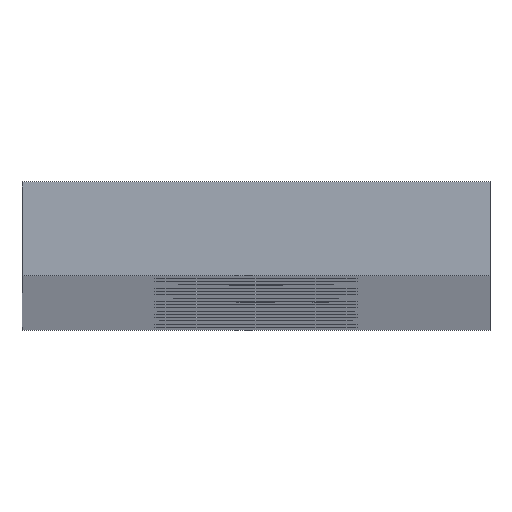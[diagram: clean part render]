
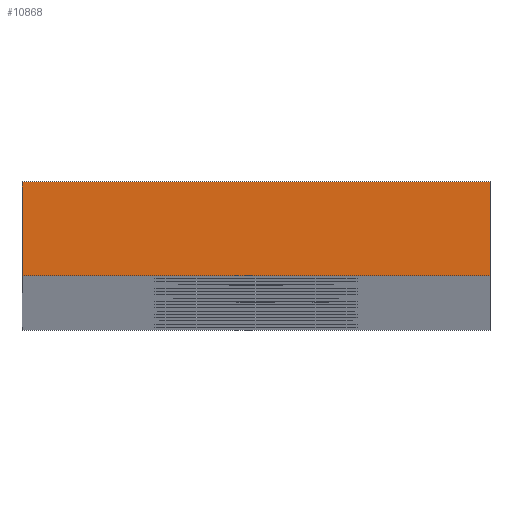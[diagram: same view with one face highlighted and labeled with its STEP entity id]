
A CAD part, top view. The second image highlights one B-rep face of the part: STEP entity #10868.
In plain terms, the highlighted planar face has unit normal (0, 0, 1).
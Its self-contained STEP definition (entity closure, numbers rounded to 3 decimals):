
#851 = CARTESIAN_POINT ( 'NONE',  ( -15., 3., 1000. ) ) ;
#944 = CARTESIAN_POINT ( 'NONE',  ( -15., -3., 1000. ) ) ;
#1057 = CARTESIAN_POINT ( 'NONE',  ( 15., 3., 1000. ) ) ;
#1060 = ORIENTED_EDGE ( 'NONE', *, *, #10206, .F. ) ;
#1092 = VECTOR ( 'NONE', #2362, 1000. ) ;
#1987 = CARTESIAN_POINT ( 'NONE',  ( 15., -3., 1000. ) ) ;
#2303 = ORIENTED_EDGE ( 'NONE', *, *, #3667, .T. ) ;
#2362 = DIRECTION ( 'NONE',  ( 1., 0., 0. ) ) ;
#2364 = CARTESIAN_POINT ( 'NONE',  ( -15., 3., 1000. ) ) ;
#2695 = VERTEX_POINT ( 'NONE', #1057 ) ;
#3192 = DIRECTION ( 'NONE',  ( -1., 0., 0. ) ) ;
#3561 = DIRECTION ( 'NONE',  ( 0., -1., 0. ) ) ;
#3667 = EDGE_CURVE ( 'NONE', #9683, #9011, #9568, .T. ) ;
#3941 = CARTESIAN_POINT ( 'NONE',  ( -15., 3., 1000. ) ) ;
#4013 = VECTOR ( 'NONE', #3561, 1000. ) ;
#4198 = ORIENTED_EDGE ( 'NONE', *, *, #4912, .F. ) ;
#4265 = FACE_OUTER_BOUND ( 'NONE', #7460, .T. ) ;
#4875 = DIRECTION ( 'NONE',  ( 0., -1., 0. ) ) ;
#4912 = EDGE_CURVE ( 'NONE', #9683, #2695, #10209, .T. ) ;
#4914 = CARTESIAN_POINT ( 'NONE',  ( -15., -3., 1000. ) ) ;
#5239 = VECTOR ( 'NONE', #7606, 1000. ) ;
#5343 = AXIS2_PLACEMENT_3D ( 'NONE', #2364, #7275, #3192 ) ;
#5415 = LINE ( 'NONE', #8581, #4013 ) ;
#5949 = CARTESIAN_POINT ( 'NONE',  ( -15., 3., 1000. ) ) ;
#6198 = ORIENTED_EDGE ( 'NONE', *, *, #8506, .T. ) ;
#7099 = VECTOR ( 'NONE', #4875, 1000. ) ;
#7275 = DIRECTION ( 'NONE',  ( 0., 0., -1. ) ) ;
#7460 = EDGE_LOOP ( 'NONE', ( #6198, #1060, #4198, #2303 ) ) ;
#7606 = DIRECTION ( 'NONE',  ( 1., 0., 0. ) ) ;
#8243 = VERTEX_POINT ( 'NONE', #1987 ) ;
#8506 = EDGE_CURVE ( 'NONE', #9011, #8243, #9001, .T. ) ;
#8581 = CARTESIAN_POINT ( 'NONE',  ( 15., 3., 1000. ) ) ;
#9001 = LINE ( 'NONE', #4914, #1092 ) ;
#9011 = VERTEX_POINT ( 'NONE', #944 ) ;
#9568 = LINE ( 'NONE', #3941, #7099 ) ;
#9683 = VERTEX_POINT ( 'NONE', #851 ) ;
#10206 = EDGE_CURVE ( 'NONE', #2695, #8243, #5415, .T. ) ;
#10209 = LINE ( 'NONE', #5949, #5239 ) ;
#10721 = PLANE ( 'NONE',  #5343 ) ;
#10868 = ADVANCED_FACE ( 'NONE', ( #4265 ), #10721, .F. ) ;
